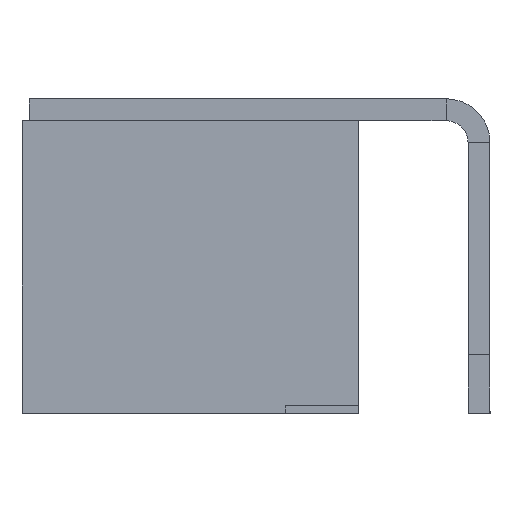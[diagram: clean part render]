
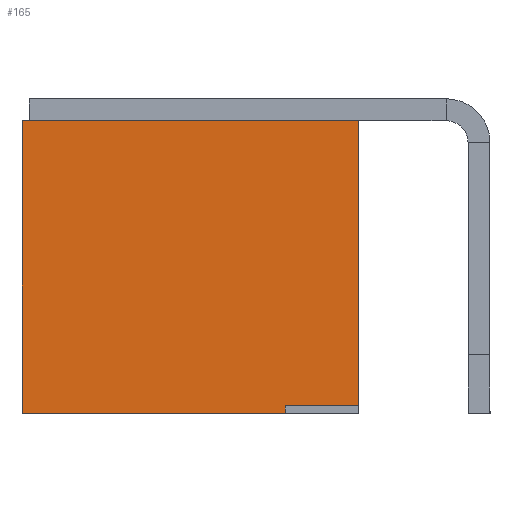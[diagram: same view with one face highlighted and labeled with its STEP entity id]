
A CAD part, left-side view. The second image highlights one B-rep face of the part: STEP entity #165.
In plain terms, the highlighted planar face has unit normal (-1, 0, 0).
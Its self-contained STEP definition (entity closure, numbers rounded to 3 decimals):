
#165=ADVANCED_FACE('',(#3415),#3417,.F.);
#3415=FACE_BOUND('',#3416,.T.);
#3416=EDGE_LOOP('',(#8284,#8285,#8286,#8287,#8288,#8289));
#3417=PLANE('',#3418);
#3418=AXIS2_PLACEMENT_3D('',#3419,#3420,#3421);
#3419=CARTESIAN_POINT('',(-6.8,-2.3,2.));
#3420=DIRECTION('',(1.,0.,0.));
#3421=DIRECTION('',(0.,0.,-1.));
#8284=ORIENTED_EDGE('',*,*,#10247,.F.);
#8285=ORIENTED_EDGE('',*,*,#10248,.F.);
#8286=ORIENTED_EDGE('',*,*,#10249,.F.);
#8287=ORIENTED_EDGE('',*,*,#10250,.F.);
#8288=ORIENTED_EDGE('',*,*,#10251,.T.);
#8289=ORIENTED_EDGE('',*,*,#10221,.T.);
#10221=EDGE_CURVE('',#11246,#11244,#11247,.T.);
#10247=EDGE_CURVE('',#11292,#11244,#11293,.T.);
#10248=EDGE_CURVE('',#11294,#11292,#11295,.T.);
#10249=EDGE_CURVE('',#11296,#11294,#11297,.T.);
#10250=EDGE_CURVE('',#11298,#11296,#11299,.T.);
#10251=EDGE_CURVE('',#11298,#11246,#11300,.T.);
#11244=VERTEX_POINT('',#12962);
#11246=VERTEX_POINT('',#12966);
#11247=LINE('',#12967,#12968);
#11292=VERTEX_POINT('',#13064);
#11293=LINE('',#13065,#13066);
#11294=VERTEX_POINT('',#13068);
#11295=LINE('',#13069,#13070);
#11296=VERTEX_POINT('',#13072);
#11297=LINE('',#13073,#13074);
#11298=VERTEX_POINT('',#13076);
#11299=LINE('',#13077,#13078);
#11300=LINE('',#13080,#13081);
#12962=CARTESIAN_POINT('',(-6.8,-1.3,-2.));
#12966=CARTESIAN_POINT('',(-6.8,2.3,-2.));
#12967=CARTESIAN_POINT('',(-6.8,2.3,-2.));
#12968=VECTOR('',#12969,1.);
#12969=DIRECTION('',(0.,-1.,0.));
#13064=CARTESIAN_POINT('',(-6.8,-1.3,-1.9));
#13065=CARTESIAN_POINT('',(-6.8,-1.3,-1.9));
#13066=VECTOR('',#13067,1.);
#13067=DIRECTION('',(0.,0.,-1.));
#13068=CARTESIAN_POINT('',(-6.8,-2.3,-1.9));
#13069=CARTESIAN_POINT('',(-6.8,-2.3,-1.9));
#13070=VECTOR('',#13071,1.);
#13071=DIRECTION('',(0.,1.,0.));
#13072=CARTESIAN_POINT('',(-6.8,-2.3,2.));
#13073=CARTESIAN_POINT('',(-6.8,-2.3,2.));
#13074=VECTOR('',#13075,1.);
#13075=DIRECTION('',(0.,0.,-1.));
#13076=CARTESIAN_POINT('',(-6.8,2.3,2.));
#13077=CARTESIAN_POINT('',(-6.8,2.3,2.));
#13078=VECTOR('',#13079,1.);
#13079=DIRECTION('',(0.,-1.,0.));
#13080=CARTESIAN_POINT('',(-6.8,2.3,2.));
#13081=VECTOR('',#13082,1.);
#13082=DIRECTION('',(0.,0.,-1.));
